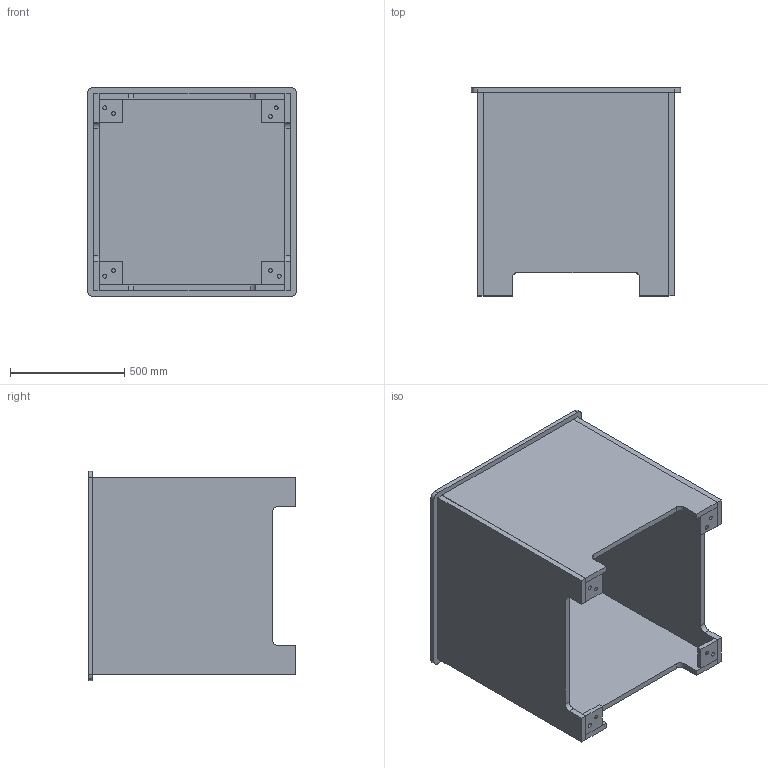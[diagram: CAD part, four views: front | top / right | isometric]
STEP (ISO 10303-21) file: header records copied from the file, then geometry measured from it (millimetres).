
FILE_DESCRIPTION (( 'STEP AP214' ), '1' );
FILE_NAME ('MODEL 400.STEP', '2024-07-31T16:50:46', ( '' ), ( '' ), 'SwSTEP 2.0', 'SolidWorks 2023', '' );
FILE_SCHEMA (( 'AUTOMOTIVE_DESIGN' ));
Length unit declared in the file: inch
Products named in the file (5): .75 TOP PLATE 36X36; MODEL 400 A STYLE FOOT PAD; MODEL 400 SIDES2; MODEL 400; MODEL 400 SIDES1
Assembly tree (9 placements, depth 2):
  MODEL 400
    .75 TOP PLATE 36X36
    MODEL 400 SIDES2  x2
    MODEL 400 SIDES1  x2
    MODEL 400 A STYLE FOOT PAD  x4
Bounding box: 914.4 x 908.05 x 914.4 mm (x, y, z)
Volume: 86376852.6 mm3; surface area: 7716075.8 mm2
Topology: 9 solids, 9 shells, 98 faces, 240 edges, 160 vertices
Faces by surface type: plane 70, cylinder 28
Entity records: 1516 total; most frequent: DIRECTION 244, CARTESIAN_POINT 236, ORIENTED_EDGE 216, EDGE_CURVE 108, VECTOR 84, LINE 84, AXIS2_PLACEMENT_3D 80, VERTEX_POINT 72
